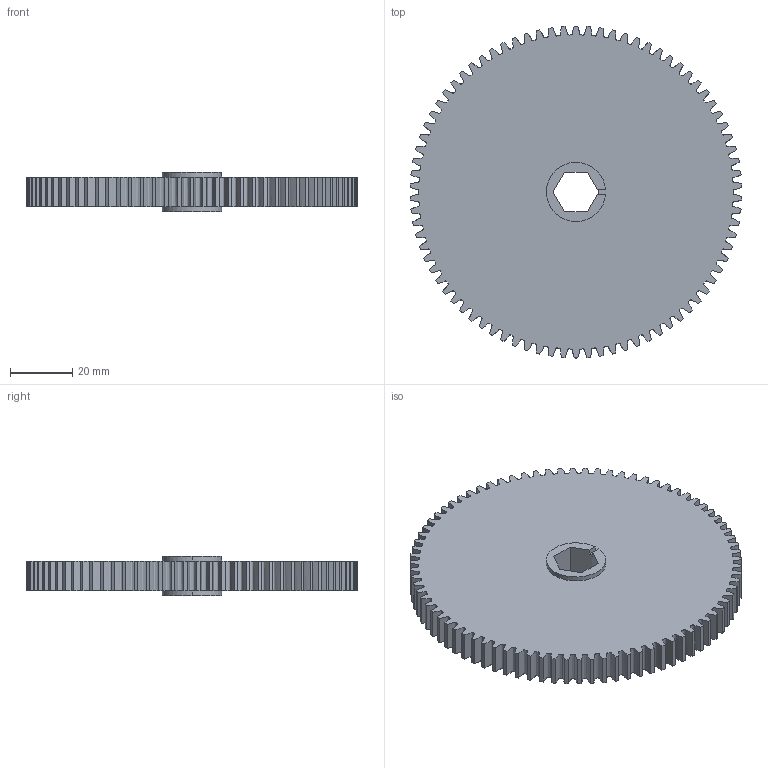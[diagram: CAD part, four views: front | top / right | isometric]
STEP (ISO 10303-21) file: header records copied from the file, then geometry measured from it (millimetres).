
FILE_DESCRIPTION (( 'STEP AP214' ), '1' );
FILE_NAME ('WCP-0729 Rev1.step', '2022-11-24T01:50:06', ( '' ), ( '' ), 'SwSTEP 2.0', 'SolidWorks 2020', '' );
FILE_SCHEMA (( 'AUTOMOTIVE_DESIGN' ));
Length unit declared in the file: inch
Products named in the file (1): WCP-0729 Rev1
Bounding box: 106.64 x 106.68 x 12.65 mm (x, y, z)
Volume: 82468.8 mm3; surface area: 23782.3 mm2
Topology: 1 solids, 1 shells, 180 faces, 531 edges, 354 vertices
Faces by surface type: cylinder 86, bspline 82, plane 12
Entity records: 29871 total; most frequent: CARTESIAN_POINT 25420, ORIENTED_EDGE 1062, DIRECTION 737, EDGE_CURVE 531, VERTEX_POINT 354, AXIS2_PLACEMENT_3D 271, LINE 195, VECTOR 195
